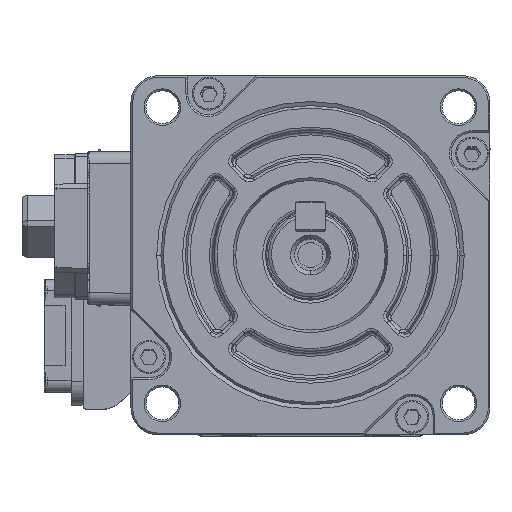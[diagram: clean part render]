
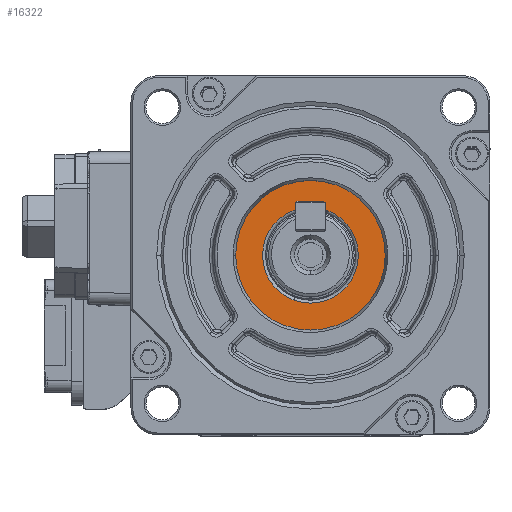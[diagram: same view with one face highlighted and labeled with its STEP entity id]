
A CAD part, top view. The second image highlights one B-rep face of the part: STEP entity #16322.
In plain terms, the highlighted planar face has unit normal (0, 0, 1).
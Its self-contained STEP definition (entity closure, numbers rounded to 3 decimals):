
#1681 = DIRECTION ( 'NONE',  ( 1., 0., 0. ) ) ;
#1744 = AXIS2_PLACEMENT_3D ( 'NONE', #43163, #39131, #14351 ) ;
#4073 = ORIENTED_EDGE ( 'NONE', *, *, #23021, .T. ) ;
#4219 = EDGE_LOOP ( 'NONE', ( #14590, #45774 ) ) ;
#5376 = CARTESIAN_POINT ( 'NONE',  ( 0., 0., 6.5 ) ) ;
#6723 = PLANE ( 'NONE',  #1744 ) ;
#7152 = AXIS2_PLACEMENT_3D ( 'NONE', #19727, #26613, #9232 ) ;
#8239 = DIRECTION ( 'NONE',  ( 0., 0., -1. ) ) ;
#9101 = CIRCLE ( 'NONE', #28835, 12.5 ) ;
#9232 = DIRECTION ( 'NONE',  ( 1., 0., 0. ) ) ;
#9384 = DIRECTION ( 'NONE',  ( 1., 0., 0. ) ) ;
#11218 = CIRCLE ( 'NONE', #30203, 8. ) ;
#14351 = DIRECTION ( 'NONE',  ( 1., 0., 0. ) ) ;
#14590 = ORIENTED_EDGE ( 'NONE', *, *, #38780, .T. ) ;
#15841 = CARTESIAN_POINT ( 'NONE',  ( 0., 0., 6.5 ) ) ;
#15890 = CARTESIAN_POINT ( 'NONE',  ( -8., 0., 6.5 ) ) ;
#16302 = DIRECTION ( 'NONE',  ( 0., 0., -1. ) ) ;
#16322 = ADVANCED_FACE ( 'NONE', ( #38894, #24585 ), #6723, .T. ) ;
#18277 = CARTESIAN_POINT ( 'NONE',  ( -12.5, 0., 6.5 ) ) ;
#19727 = CARTESIAN_POINT ( 'NONE',  ( 0., 0., 6.5 ) ) ;
#20041 = EDGE_CURVE ( 'NONE', #47137, #21847, #9101, .T. ) ;
#21028 = CIRCLE ( 'NONE', #40062, 8. ) ;
#21847 = VERTEX_POINT ( 'NONE', #18277 ) ;
#23021 = EDGE_CURVE ( 'NONE', #21847, #47137, #23901, .T. ) ;
#23696 = CARTESIAN_POINT ( 'NONE',  ( 8., 0., 6.5 ) ) ;
#23901 = CIRCLE ( 'NONE', #7152, 12.5 ) ;
#24040 = CARTESIAN_POINT ( 'NONE',  ( 0., 0., 6.5 ) ) ;
#24585 = FACE_BOUND ( 'NONE', #4219, .T. ) ;
#25575 = EDGE_CURVE ( 'NONE', #31709, #38798, #21028, .T. ) ;
#26613 = DIRECTION ( 'NONE',  ( 0., 0., 1. ) ) ;
#27264 = DIRECTION ( 'NONE',  ( 1., 0., 0. ) ) ;
#28835 = AXIS2_PLACEMENT_3D ( 'NONE', #24040, #34314, #1681 ) ;
#30203 = AXIS2_PLACEMENT_3D ( 'NONE', #5376, #8239, #27264 ) ;
#31709 = VERTEX_POINT ( 'NONE', #15890 ) ;
#34314 = DIRECTION ( 'NONE',  ( 0., 0., 1. ) ) ;
#37210 = CARTESIAN_POINT ( 'NONE',  ( 12.5, 0., 6.5 ) ) ;
#37606 = ORIENTED_EDGE ( 'NONE', *, *, #20041, .T. ) ;
#38780 = EDGE_CURVE ( 'NONE', #38798, #31709, #11218, .T. ) ;
#38798 = VERTEX_POINT ( 'NONE', #23696 ) ;
#38894 = FACE_OUTER_BOUND ( 'NONE', #44895, .T. ) ;
#39131 = DIRECTION ( 'NONE',  ( 0., 0., 1. ) ) ;
#40062 = AXIS2_PLACEMENT_3D ( 'NONE', #15841, #16302, #9384 ) ;
#43163 = CARTESIAN_POINT ( 'NONE',  ( 0., 0., 6.5 ) ) ;
#44895 = EDGE_LOOP ( 'NONE', ( #37606, #4073 ) ) ;
#45774 = ORIENTED_EDGE ( 'NONE', *, *, #25575, .T. ) ;
#47137 = VERTEX_POINT ( 'NONE', #37210 ) ;
